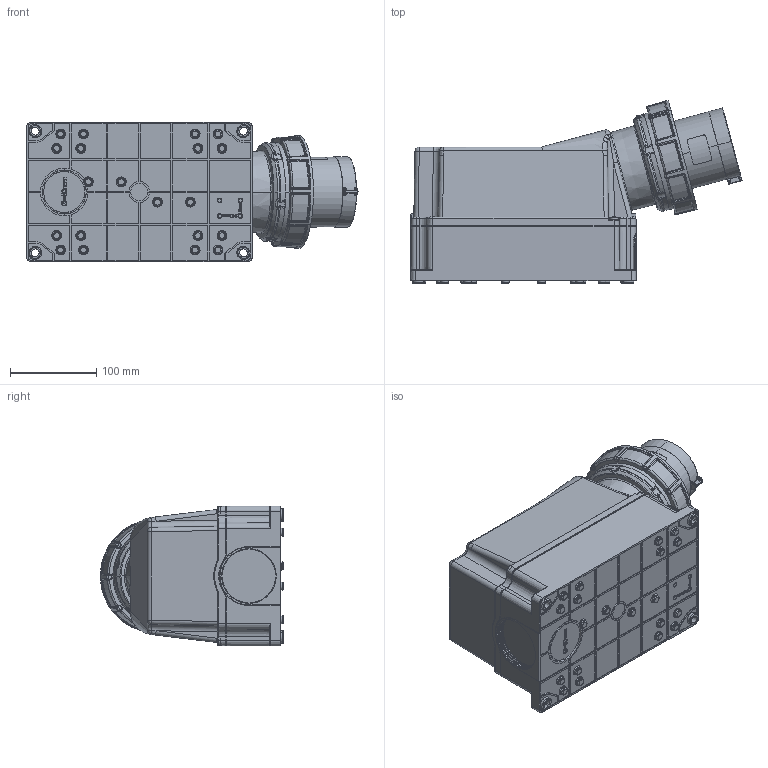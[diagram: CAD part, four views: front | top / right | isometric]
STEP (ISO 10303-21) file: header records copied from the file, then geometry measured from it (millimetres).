
FILE_DESCRIPTION((''),'2;1');
FILE_NAME('ASM0009_ASM','2025-05-06T12:53:54',('klemen.sitar'),('Audax d.o.o.'),'CREO PARAMETRIC BY PTC INC, 2021304','CREO PARAMETRIC BY PTC INC, 2021304','');
FILE_SCHEMA(('AP242_MANAGED_MODEL_BASED_3D_ENGINEERING_MIM_LF { 1 0 10303 442 1 1 4 }'));
Products named in the file (6): SOLID; Z2; Z3; Z5; Z7; ASM0009_ASM
Assembly tree (5 placements, depth 2):
  ASM0009_ASM
    SOLID
    Z2
    Z3
    Z5
    Z7
Bounding box: 384.41 x 211.85 x 162.01 mm (x, y, z)
Volume: 6445539.4 mm3; surface area: 344712.5 mm2
Topology: 13 solids, 13 shells, 2367 faces, 6145 edges, 3861 vertices
Faces by surface type: plane 847, bspline 638, cylinder 368, torus 248, cone 233, sphere 24, extrusion 9
Entity records: 130969 total; most frequent: CARTESIAN_POINT 45137, ORIENTED_EDGE 12138, DIRECTION 8647, PRESENTATION_STYLE_ASSIGNMENT 8273, STYLED_ITEM 8273, CURVE_STYLE 6078, EDGE_CURVE 6069, VERTEX_POINT 3861
